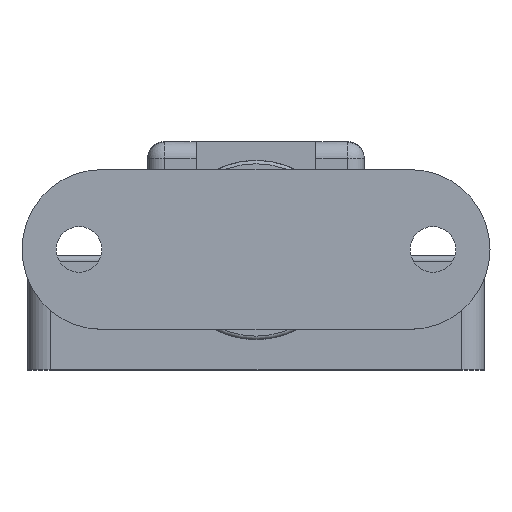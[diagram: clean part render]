
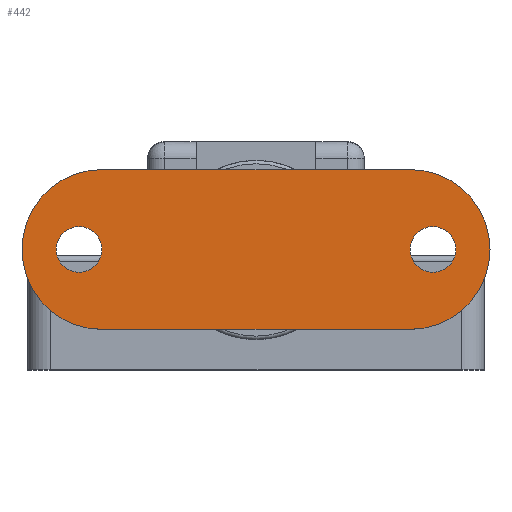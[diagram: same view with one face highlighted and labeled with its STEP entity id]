
A CAD part, top view. The second image highlights one B-rep face of the part: STEP entity #442.
In plain terms, the highlighted planar face has unit normal (0, 0, 1).
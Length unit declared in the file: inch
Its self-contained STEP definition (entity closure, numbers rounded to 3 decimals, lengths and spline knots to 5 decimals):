
#19 = FACE_BOUND ( 'NONE', #67, .T. ) ;
#35 = DIRECTION ( 'NONE',  ( 0., 0., -1. ) ) ;
#52 = VERTEX_POINT ( 'NONE', #4329 ) ;
#67 = EDGE_LOOP ( 'NONE', ( #2918, #4367 ) ) ;
#97 = AXIS2_PLACEMENT_3D ( 'NONE', #5248, #1648, #3201 ) ;
#165 = CIRCLE ( 'NONE', #5060, 0.27559 ) ;
#442 = ADVANCED_FACE ( 'NONE', ( #19, #449, #4962 ), #3291, .F. ) ;
#449 = FACE_BOUND ( 'NONE', #2093, .T. ) ;
#465 = CIRCLE ( 'NONE', #3475, 0.27559 ) ;
#496 = DIRECTION ( 'NONE',  ( -1., 0., 0. ) ) ;
#504 = EDGE_CURVE ( 'NONE', #4389, #1592, #165, .T. ) ;
#521 = CIRCLE ( 'NONE', #3533, 0.07874 ) ;
#525 = LINE ( 'NONE', #4169, #1203 ) ;
#548 = VERTEX_POINT ( 'NONE', #2453 ) ;
#565 = DIRECTION ( 'NONE',  ( 1., 0., 0. ) ) ;
#582 = ORIENTED_EDGE ( 'NONE', *, *, #5178, .F. ) ;
#667 = DIRECTION ( 'NONE',  ( 0., 0., -1. ) ) ;
#677 = EDGE_CURVE ( 'NONE', #2846, #4389, #525, .T. ) ;
#791 = ORIENTED_EDGE ( 'NONE', *, *, #677, .F. ) ;
#940 = ORIENTED_EDGE ( 'NONE', *, *, #504, .F. ) ;
#1203 = VECTOR ( 'NONE', #496, 39.37008 ) ;
#1248 = CARTESIAN_POINT ( 'NONE',  ( 0.5315, 0.27558, 1.10236 ) ) ;
#1458 = AXIS2_PLACEMENT_3D ( 'NONE', #2031, #4091, #3748 ) ;
#1503 = DIRECTION ( 'NONE',  ( 1., 0., 0. ) ) ;
#1513 = CIRCLE ( 'NONE', #4422, 0.27559 ) ;
#1577 = VERTEX_POINT ( 'NONE', #2124 ) ;
#1592 = VERTEX_POINT ( 'NONE', #2176 ) ;
#1593 = EDGE_CURVE ( 'NONE', #1592, #2639, #4976, .T. ) ;
#1648 = DIRECTION ( 'NONE',  ( 0., 0., 1. ) ) ;
#1748 = VERTEX_POINT ( 'NONE', #4708 ) ;
#1774 = CARTESIAN_POINT ( 'NONE',  ( 0.5315, 0.27558, 1.10236 ) ) ;
#1948 = ORIENTED_EDGE ( 'NONE', *, *, #2616, .F. ) ;
#1977 = CIRCLE ( 'NONE', #4815, 0.07874 ) ;
#1979 = DIRECTION ( 'NONE',  ( -1., 0., 0. ) ) ;
#2003 = CARTESIAN_POINT ( 'NONE',  ( -0.53149, -0.00001, 1.10236 ) ) ;
#2031 = CARTESIAN_POINT ( 'NONE',  ( 0.5315, -0.00001, 1.10236 ) ) ;
#2093 = EDGE_LOOP ( 'NONE', ( #1948, #5158 ) ) ;
#2124 = CARTESIAN_POINT ( 'NONE',  ( 0.5315, -0.00001, 1.10236 ) ) ;
#2176 = CARTESIAN_POINT ( 'NONE',  ( -0.53149, 0.27558, 1.10236 ) ) ;
#2327 = AXIS2_PLACEMENT_3D ( 'NONE', #5003, #4628, #2551 ) ;
#2453 = CARTESIAN_POINT ( 'NONE',  ( 0.68898, -0.00001, 1.10236 ) ) ;
#2531 = DIRECTION ( 'NONE',  ( 1., 0., 0. ) ) ;
#2551 = DIRECTION ( 'NONE',  ( -1., 0., 0. ) ) ;
#2616 = EDGE_CURVE ( 'NONE', #4778, #1748, #5078, .T. ) ;
#2639 = VERTEX_POINT ( 'NONE', #1248 ) ;
#2680 = EDGE_CURVE ( 'NONE', #1748, #4778, #4035, .T. ) ;
#2784 = CARTESIAN_POINT ( 'NONE',  ( 0.61024, -0.00001, 1.10236 ) ) ;
#2846 = VERTEX_POINT ( 'NONE', #5138 ) ;
#2897 = CARTESIAN_POINT ( 'NONE',  ( -0.68897, -0.00001, 1.10236 ) ) ;
#2918 = ORIENTED_EDGE ( 'NONE', *, *, #3939, .F. ) ;
#3201 = DIRECTION ( 'NONE',  ( -1., 0., 0. ) ) ;
#3254 = CARTESIAN_POINT ( 'NONE',  ( 0.5315, -0.00001, 1.10236 ) ) ;
#3291 = PLANE ( 'NONE',  #1458 ) ;
#3324 = DIRECTION ( 'NONE',  ( 0., 0., 1. ) ) ;
#3475 = AXIS2_PLACEMENT_3D ( 'NONE', #3491, #667, #1503 ) ;
#3484 = EDGE_CURVE ( 'NONE', #548, #1577, #1977, .T. ) ;
#3491 = CARTESIAN_POINT ( 'NONE',  ( 0.5315, -0.00001, 1.10236 ) ) ;
#3508 = CARTESIAN_POINT ( 'NONE',  ( 0.61024, -0.00001, 1.10236 ) ) ;
#3533 = AXIS2_PLACEMENT_3D ( 'NONE', #3508, #3324, #5121 ) ;
#3748 = DIRECTION ( 'NONE',  ( 0., 1., 0. ) ) ;
#3775 = EDGE_LOOP ( 'NONE', ( #940, #791, #3862, #582, #4881 ) ) ;
#3862 = ORIENTED_EDGE ( 'NONE', *, *, #4142, .F. ) ;
#3939 = EDGE_CURVE ( 'NONE', #1577, #548, #521, .T. ) ;
#4035 = CIRCLE ( 'NONE', #2327, 0.07874 ) ;
#4040 = DIRECTION ( 'NONE',  ( 0., 0., 1. ) ) ;
#4091 = DIRECTION ( 'NONE',  ( 0., 0., -1. ) ) ;
#4142 = EDGE_CURVE ( 'NONE', #52, #2846, #1513, .T. ) ;
#4169 = CARTESIAN_POINT ( 'NONE',  ( 0.5315, -0.2756, 1.10236 ) ) ;
#4329 = CARTESIAN_POINT ( 'NONE',  ( 0.80709, -0.00001, 1.10236 ) ) ;
#4367 = ORIENTED_EDGE ( 'NONE', *, *, #3484, .F. ) ;
#4389 = VERTEX_POINT ( 'NONE', #5116 ) ;
#4422 = AXIS2_PLACEMENT_3D ( 'NONE', #3254, #35, #2531 ) ;
#4628 = DIRECTION ( 'NONE',  ( 0., 0., 1. ) ) ;
#4708 = CARTESIAN_POINT ( 'NONE',  ( -0.53149, -0.00001, 1.10236 ) ) ;
#4778 = VERTEX_POINT ( 'NONE', #2897 ) ;
#4815 = AXIS2_PLACEMENT_3D ( 'NONE', #2784, #4040, #1979 ) ;
#4881 = ORIENTED_EDGE ( 'NONE', *, *, #1593, .F. ) ;
#4883 = DIRECTION ( 'NONE',  ( 1., 0., 0. ) ) ;
#4962 = FACE_OUTER_BOUND ( 'NONE', #3775, .T. ) ;
#4976 = LINE ( 'NONE', #1774, #5237 ) ;
#5003 = CARTESIAN_POINT ( 'NONE',  ( -0.61023, -0.00001, 1.10236 ) ) ;
#5060 = AXIS2_PLACEMENT_3D ( 'NONE', #2003, #5284, #4883 ) ;
#5078 = CIRCLE ( 'NONE', #97, 0.07874 ) ;
#5116 = CARTESIAN_POINT ( 'NONE',  ( -0.53149, -0.2756, 1.10236 ) ) ;
#5121 = DIRECTION ( 'NONE',  ( -1., 0., 0. ) ) ;
#5138 = CARTESIAN_POINT ( 'NONE',  ( 0.5315, -0.2756, 1.10236 ) ) ;
#5158 = ORIENTED_EDGE ( 'NONE', *, *, #2680, .F. ) ;
#5178 = EDGE_CURVE ( 'NONE', #2639, #52, #465, .T. ) ;
#5237 = VECTOR ( 'NONE', #565, 39.37008 ) ;
#5248 = CARTESIAN_POINT ( 'NONE',  ( -0.61023, -0.00001, 1.10236 ) ) ;
#5284 = DIRECTION ( 'NONE',  ( 0., 0., -1. ) ) ;
